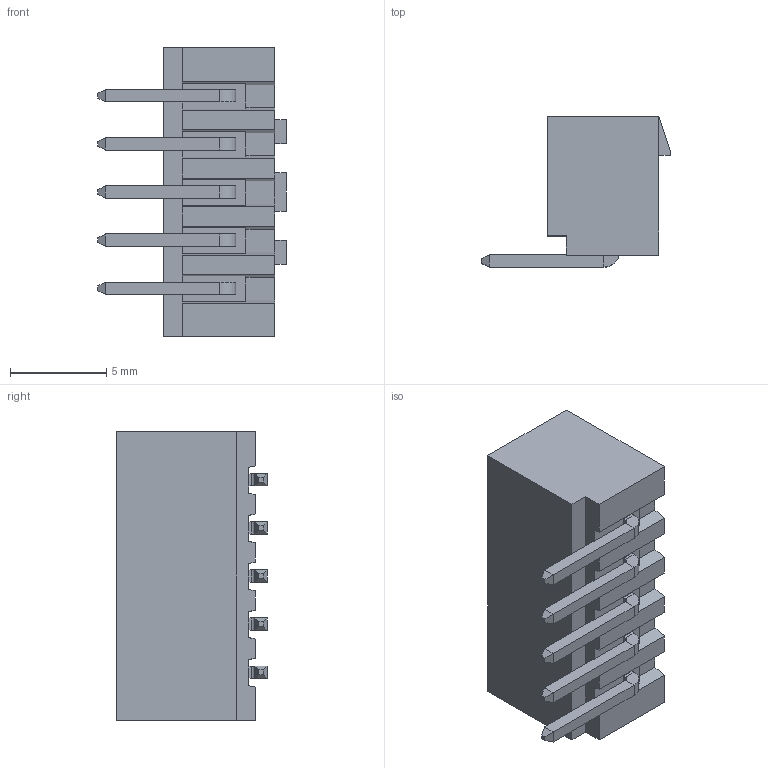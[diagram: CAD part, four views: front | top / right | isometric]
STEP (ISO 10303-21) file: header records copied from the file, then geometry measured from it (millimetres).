
FILE_DESCRIPTION (( 'STEP AP214' ), '1' );
FILE_NAME ('FWF25013-S05B22W1B.STEP', '2025-04-22T10:56:45', ( '' ), ( '' ), 'SwSTEP 2.0', 'SolidWorks 2021', '' );
FILE_SCHEMA (( 'AUTOMOTIVE_DESIGN' ));
Length unit declared in the file: millimetre
Products named in the file (1): FWF25013-S05B22W1B
Bounding box: 9.8 x 7.82 x 15 mm (x, y, z)
Volume: 264.1 mm3; surface area: 842.2 mm2
Topology: 1 solids, 1 shells, 201 faces, 477 edges, 288 vertices
Faces by surface type: plane 191, cylinder 10
Entity records: 7684 total; most frequent: CARTESIAN_POINT 967, ORIENTED_EDGE 954, DIRECTION 901, EDGE_CURVE 477, LINE 457, VECTOR 457, VERTEX_POINT 288, AXIS2_PLACEMENT_3D 222
